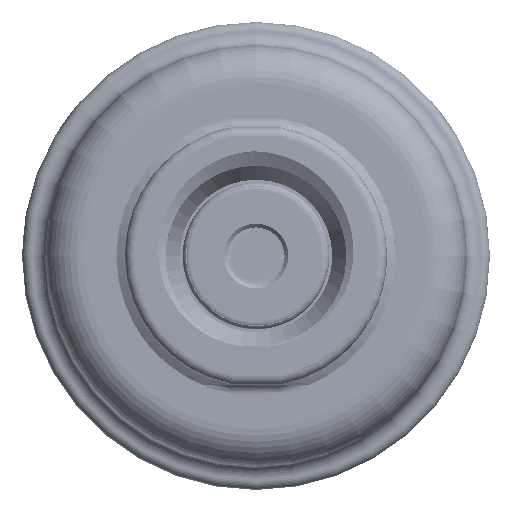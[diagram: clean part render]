
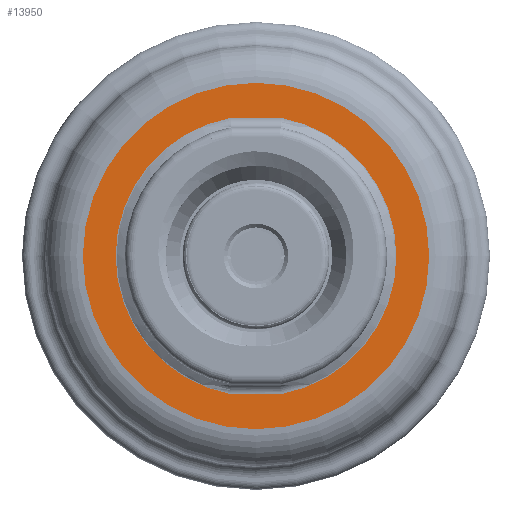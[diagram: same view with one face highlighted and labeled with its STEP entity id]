
A CAD part, front view. The second image highlights one B-rep face of the part: STEP entity #13950.
In plain terms, the highlighted planar face has unit normal (0, -1, 0).
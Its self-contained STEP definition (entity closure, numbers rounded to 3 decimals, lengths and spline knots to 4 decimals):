
#2127=CARTESIAN_POINT('',(0.,-0.1181,0.));
#2128=DIRECTION('',(0.,-1.,0.));
#2129=DIRECTION('',(0.,0.,-1.));
#2130=AXIS2_PLACEMENT_3D('',#2127,#2128,#2129);
#2132=CARTESIAN_POINT('',(0.,-0.1181,0.));
#2133=DIRECTION('',(0.,-1.,0.));
#2134=DIRECTION('',(0.,0.,1.));
#2135=AXIS2_PLACEMENT_3D('',#2132,#2133,#2134);
#2137=CARTESIAN_POINT('',(0.,-0.1181,0.));
#2138=DIRECTION('',(0.,-1.,0.));
#2139=DIRECTION('',(-0.182,0.,0.983));
#2140=AXIS2_PLACEMENT_3D('',#2137,#2138,#2139);
#2142=DIRECTION('',(1.,0.,0.));
#2143=VECTOR('',#2142,0.2147);
#2144=CARTESIAN_POINT('',(-0.1074,-0.1181,
-0.5807));
#2145=LINE('',#2144,#2143);
#2146=CARTESIAN_POINT('',(0.,-0.1181,0.));
#2147=DIRECTION('',(0.,-1.,0.));
#2148=DIRECTION('',(0.182,0.,-0.983));
#2149=AXIS2_PLACEMENT_3D('',#2146,#2147,#2148);
#2151=DIRECTION('',(-1.,0.,0.));
#2152=VECTOR('',#2151,0.2147);
#2153=CARTESIAN_POINT('',(0.1074,-0.1181,
0.5807));
#2154=LINE('',#2153,#2152);
#10974=CARTESIAN_POINT('',(-0.1074,-0.1181,
0.5807));
#10975=CARTESIAN_POINT('',(-0.1074,-0.1181,
-0.5807));
#10976=VERTEX_POINT('',#10974);
#10977=VERTEX_POINT('',#10975);
#10982=CARTESIAN_POINT('',(0.1074,-0.1181,
-0.5807));
#10983=CARTESIAN_POINT('',(0.1074,-0.1181,
0.5807));
#10984=VERTEX_POINT('',#10982);
#10985=VERTEX_POINT('',#10983);
#11323=CARTESIAN_POINT('',(0.,-0.1181,-0.7283));
#11324=CARTESIAN_POINT('',(0.,-0.1181,0.7283));
#11325=VERTEX_POINT('',#11323);
#11326=VERTEX_POINT('',#11324);
#13930=CARTESIAN_POINT('',(0.,-0.1181,0.));
#13931=DIRECTION('',(0.,-1.,0.));
#13932=DIRECTION('',(0.,0.,1.));
#13933=AXIS2_PLACEMENT_3D('',#13930,#13931,#13932);
#13934=PLANE('',#13933);
#13936=ORIENTED_EDGE('',*,*,#13935,.F.);
#13938=ORIENTED_EDGE('',*,*,#13937,.F.);
#13939=EDGE_LOOP('',(#13936,#13938));
#13940=FACE_OUTER_BOUND('',#13939,.F.);
#13941=ORIENTED_EDGE('',*,*,#13920,.T.);
#13943=ORIENTED_EDGE('',*,*,#13942,.T.);
#13945=ORIENTED_EDGE('',*,*,#13944,.T.);
#13947=ORIENTED_EDGE('',*,*,#13946,.T.);
#13948=EDGE_LOOP('',(#13941,#13943,#13945,#13947));
#13949=FACE_BOUND('',#13948,.F.);
#13950=ADVANCED_FACE('',(#13940,#13949),#13934,.T.);
#2131=CIRCLE('',#2130,0.7283);
#2136=CIRCLE('',#2135,0.7283);
#2141=CIRCLE('',#2140,0.5906);
#2150=CIRCLE('',#2149,0.5906);
#13920=EDGE_CURVE('',#10976,#10977,#2141,.T.);
#13935=EDGE_CURVE('',#11325,#11326,#2131,.T.);
#13937=EDGE_CURVE('',#11326,#11325,#2136,.T.);
#13942=EDGE_CURVE('',#10977,#10984,#2145,.T.);
#13944=EDGE_CURVE('',#10984,#10985,#2150,.T.);
#13946=EDGE_CURVE('',#10985,#10976,#2154,.T.);
